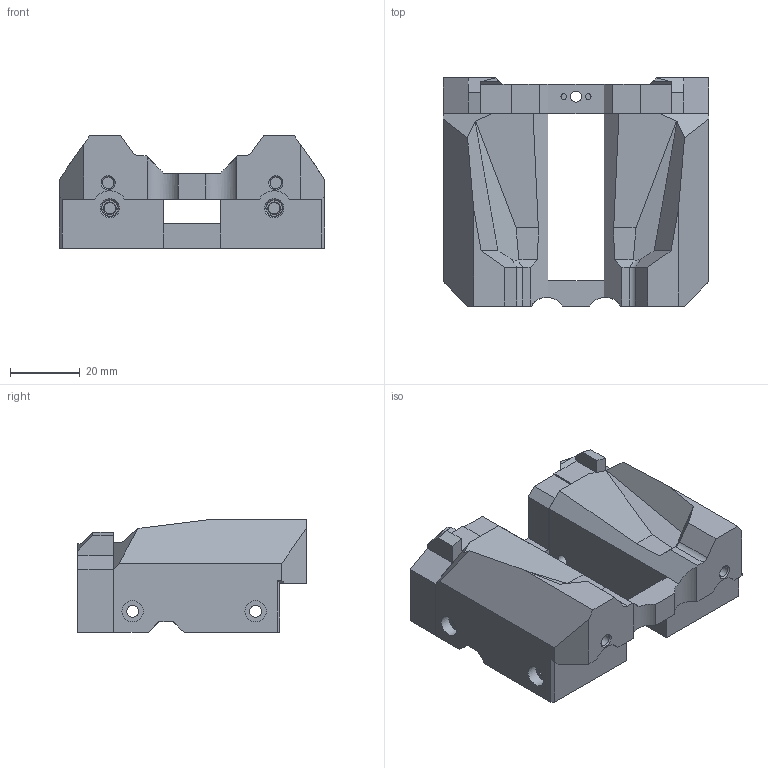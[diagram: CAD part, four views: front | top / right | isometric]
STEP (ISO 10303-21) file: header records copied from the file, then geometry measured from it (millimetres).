
FILE_DESCRIPTION(/* description */ (''),/* implementation_level */ '2;1');
FILE_NAME(/* name */ 'Base - A4T.step',/* time_stamp */ '2025-11-08T14:51:10+11:00',/* author */ (''),/* organization */ (''),/* preprocessor_version */ 'ST-DEVELOPER v20.1',/* originating_system */ 'Autodesk Translation Framework v14.21.0.0',/* authorisation */ '');
FILE_SCHEMA (('AUTOMOTIVE_DESIGN { 1 0 10303 214 3 1 1 }'));
Length unit declared in the file: millimetre
Products named in the file (8): Dock; Base (2) (1) (1); Back (3) (1) (1); Heat Inserts; M3 Threaded Insert (3) (8) (1); Link Inserts; M3 Threaded Insert (3) (8) (1)_1; M3 Threaded Insert (3) (8) (1)_1_1
Assembly tree (11 placements, depth 3):
  Dock
    Base (2) (1) (1)
    Back (3) (1) (1)
    Heat Inserts
      M3 Threaded Insert (3) (8) (1)  x4
    Link Inserts
      M3 Threaded Insert (3) (8) (1)_1  x2
    M3 Threaded Insert (3) (8) (1)_1_1
Bounding box: 76 x 65.4 x 32.23 mm (x, y, z)
Volume: 88018.3 mm3; surface area: 25116.3 mm2
Topology: 9 solids, 9 shells, 1138 faces, 3192 edges, 2111 vertices
Faces by surface type: bspline 558, cylinder 252, plane 210, cone 118
Full cylindrical faces by diameter (mm): 1.6 x2, 3.2 x8, 3.3 x2, 3.4 x4, 4.1 x7, 4.25 x14, 4.7 x6, 4.74 x1, 6 x2, 6.1 x4
Entity records: 35200 total; most frequent: CARTESIAN_POINT 20348, ORIENTED_EDGE 3424, DIRECTION 2554, EDGE_CURVE 1712, VERTEX_POINT 1127, AXIS2_PLACEMENT_3D 988, EDGE_LOOP 665, FACE_OUTER_BOUND 618
